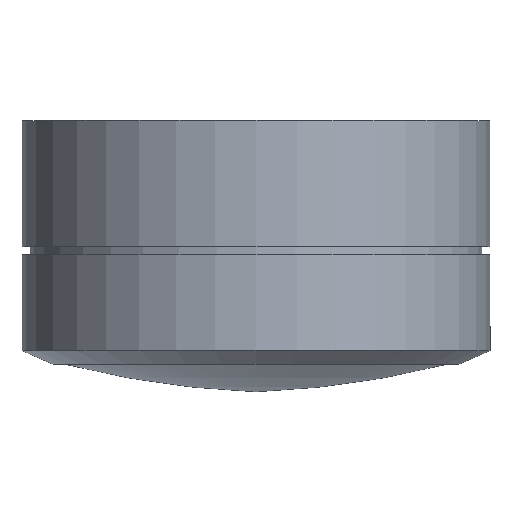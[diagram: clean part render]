
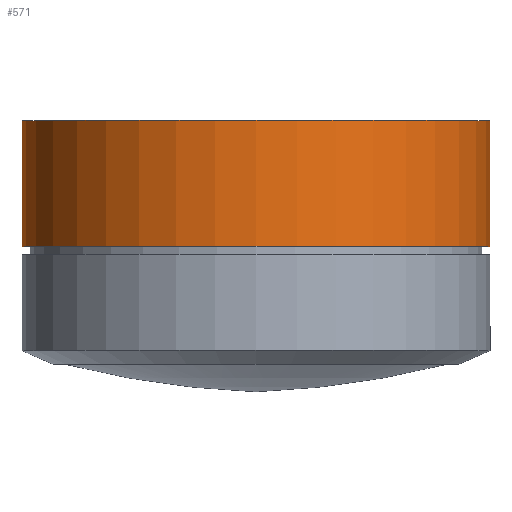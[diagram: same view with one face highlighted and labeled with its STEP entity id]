
A CAD part, top view. The second image highlights one B-rep face of the part: STEP entity #571.
In plain terms, the highlighted cylindrical face has radius 179.5 mm (diameter 359 mm), a partial arc.
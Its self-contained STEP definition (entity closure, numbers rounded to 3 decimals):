
#3 = AXIS2_PLACEMENT_3D ( 'NONE', #72, #82, #86 ) ;
#54 = DIRECTION ( 'NONE',  ( 0., 1., 0. ) ) ;
#59 = DIRECTION ( 'NONE',  ( -1., 0., 0. ) ) ;
#62 = CARTESIAN_POINT ( 'NONE',  ( 155.425, 168.801, 0. ) ) ;
#64 = CARTESIAN_POINT ( 'NONE',  ( -24.075, 168.801, 0. ) ) ;
#72 = CARTESIAN_POINT ( 'NONE',  ( 155.425, 72.194, 0. ) ) ;
#82 = DIRECTION ( 'NONE',  ( 0., 1., 0. ) ) ;
#86 = DIRECTION ( 'NONE',  ( -1., 0., 0. ) ) ;
#95 = AXIS2_PLACEMENT_3D ( 'NONE', #223, #269, #187 ) ;
#101 = ORIENTED_EDGE ( 'NONE', *, *, #300, .F. ) ;
#112 = CARTESIAN_POINT ( 'NONE',  ( 334.925, 168.801, 0. ) ) ;
#126 = DIRECTION ( 'NONE',  ( 0., 1., 0. ) ) ;
#156 = DIRECTION ( 'NONE',  ( 0., 1., 0. ) ) ;
#173 = VERTEX_POINT ( 'NONE', #249 ) ;
#187 = DIRECTION ( 'NONE',  ( -1., 0., 0. ) ) ;
#223 = CARTESIAN_POINT ( 'NONE',  ( 155.425, 168.801, 0. ) ) ;
#249 = CARTESIAN_POINT ( 'NONE',  ( -24.075, 72.194, 0. ) ) ;
#269 = DIRECTION ( 'NONE',  ( 0., 1., 0. ) ) ;
#281 = CYLINDRICAL_SURFACE ( 'NONE', #95, 179.5 ) ;
#296 = EDGE_CURVE ( 'NONE', #173, #384, #612, .T. ) ;
#299 = EDGE_CURVE ( 'NONE', #384, #358, #428, .T. ) ;
#300 = EDGE_CURVE ( 'NONE', #410, #358, #597, .T. ) ;
#312 = EDGE_CURVE ( 'NONE', #173, #410, #610, .T. ) ;
#349 = ORIENTED_EDGE ( 'NONE', *, *, #312, .F. ) ;
#358 = VERTEX_POINT ( 'NONE', #580 ) ;
#378 = CARTESIAN_POINT ( 'NONE',  ( -24.075, 168.801, 0. ) ) ;
#384 = VERTEX_POINT ( 'NONE', #495 ) ;
#402 = FACE_OUTER_BOUND ( 'NONE', #481, .T. ) ;
#410 = VERTEX_POINT ( 'NONE', #378 ) ;
#424 = ORIENTED_EDGE ( 'NONE', *, *, #296, .T. ) ;
#428 = LINE ( 'NONE', #112, #604 ) ;
#481 = EDGE_LOOP ( 'NONE', ( #424, #541, #101, #349 ) ) ;
#491 = VECTOR ( 'NONE', #156, 1000. ) ;
#495 = CARTESIAN_POINT ( 'NONE',  ( 334.925, 72.194, 0. ) ) ;
#510 = AXIS2_PLACEMENT_3D ( 'NONE', #62, #54, #59 ) ;
#541 = ORIENTED_EDGE ( 'NONE', *, *, #299, .T. ) ;
#571 = ADVANCED_FACE ( 'NONE', ( #402 ), #281, .T. ) ;
#580 = CARTESIAN_POINT ( 'NONE',  ( 334.925, 168.801, 0. ) ) ;
#597 = CIRCLE ( 'NONE', #510, 179.5 ) ;
#604 = VECTOR ( 'NONE', #126, 1000. ) ;
#610 = LINE ( 'NONE', #64, #491 ) ;
#612 = CIRCLE ( 'NONE', #3, 179.5 ) ;
